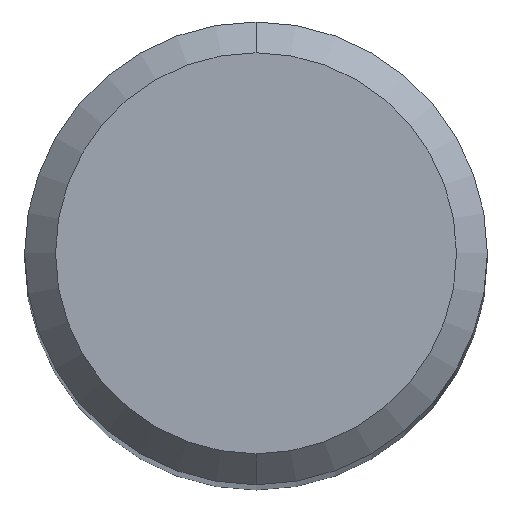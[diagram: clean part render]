
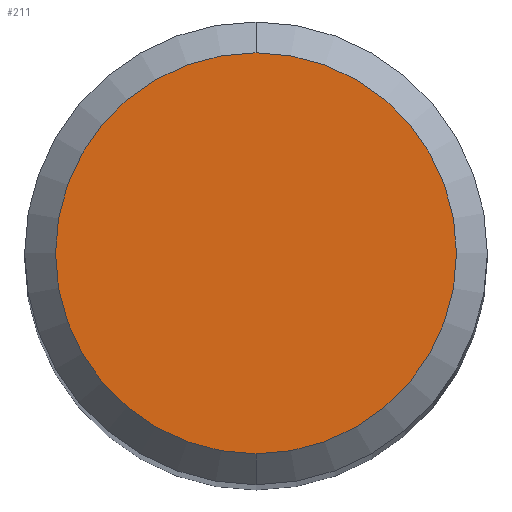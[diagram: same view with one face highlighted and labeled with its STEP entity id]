
A CAD part, top view. The second image highlights one B-rep face of the part: STEP entity #211.
In plain terms, the highlighted planar face has unit normal (0, 0, 1).
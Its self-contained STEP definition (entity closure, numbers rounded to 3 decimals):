
#181=VERTEX_POINT('',#489);
#211=ADVANCED_FACE('',(#522),#523,.T.);
#215=EDGE_CURVE('',#181,#255,#528,.T.);
#255=VERTEX_POINT('',#574);
#371=EDGE_CURVE('',#255,#181,#701,.T.);
#489=CARTESIAN_POINT('',(0.,-2.6,0.0));
#522=FACE_OUTER_BOUND('',#861,.T.);
#523=PLANE('',#862);
#528=CIRCLE('',#868,2.6);
#574=CARTESIAN_POINT('',(0.0,2.6,0.0));
#701=CIRCLE('',#1201,2.6);
#861=EDGE_LOOP('',(#1484,#1485));
#862=AXIS2_PLACEMENT_3D('',#1486,#1487,#1488);
#868=AXIS2_PLACEMENT_3D('',#1497,#1498,#1499);
#1201=AXIS2_PLACEMENT_3D('',#1690,#1691,#1692);
#1484=ORIENTED_EDGE('',*,*,#371,.F.);
#1485=ORIENTED_EDGE('',*,*,#215,.F.);
#1486=CARTESIAN_POINT('',(0.0,1.3,0.0));
#1487=DIRECTION('',(-0.0,0.0,1.0));
#1488=DIRECTION('',(0.0,-1.0,0.0));
#1497=CARTESIAN_POINT('',(0.0,0.0,0.0));
#1498=DIRECTION('',(0.0,0.0,-1.0));
#1499=DIRECTION('',(0.0,1.0,0.0));
#1690=CARTESIAN_POINT('',(0.0,0.0,0.0));
#1691=DIRECTION('',(0.0,0.0,-1.0));
#1692=DIRECTION('',(0.0,1.0,0.0));
